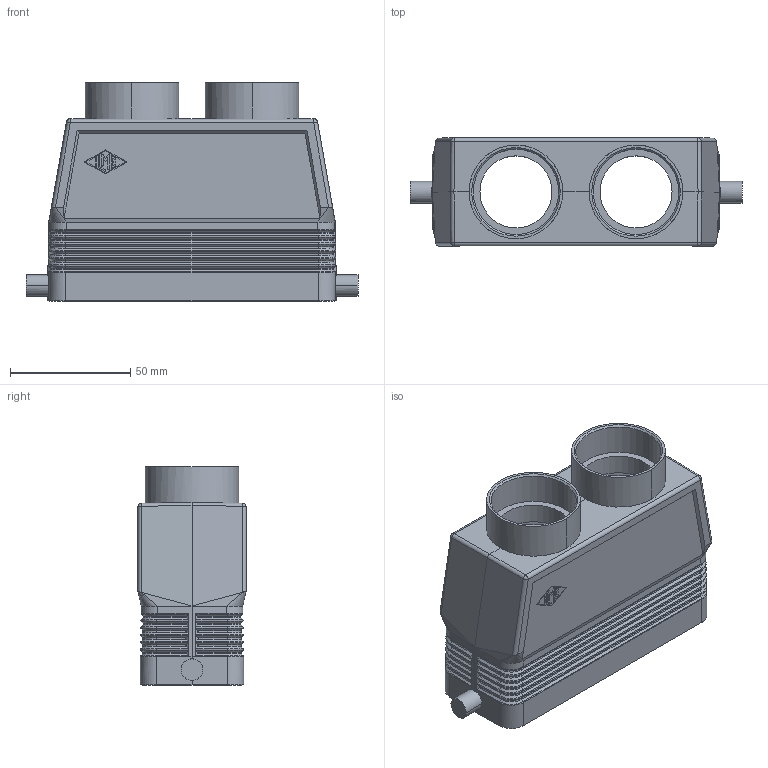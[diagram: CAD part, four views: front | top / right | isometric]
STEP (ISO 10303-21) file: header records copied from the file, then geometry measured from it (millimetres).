
FILE_DESCRIPTION(('Creo Elements/Direct Modeling STEP Export'),'2;1');
FILE_NAME('0ln7tug55ans9n55628','2020-10-21T15:49:14',(''),(''),'Creo Elements/Direct Modeling STEP processor for AP214 (Solid Model)','Creo Elements/Direct Modeling 20.1B 02-Apr-2019 (C) Parametric Technology GmbH','');
FILE_SCHEMA(('AUTOMOTIVE_DESIGN { 1 0 10303 214 1 1 1 1 }'));
Length unit declared in the file: millimetre
Products named in the file (2): CAV_24_L229
Assembly tree (1 placements, depth 2):
  CAV_24_L229
    CAV_24_L229
Bounding box: 138.2 x 45 x 91 mm (x, y, z)
Volume: 115458 mm3; surface area: 60499.4 mm2
Topology: 1 solids, 1 shells, 491 faces, 1223 edges, 736 vertices
Faces by surface type: plane 215, cylinder 136, cone 60, torus 48, bspline 28, sphere 4
Entity records: 18473 total; most frequent: CARTESIAN_POINT 7034, ORIENTED_EDGE 2426, DIRECTION 2236, EDGE_CURVE 1213, AXIS2_PLACEMENT_3D 808, VERTEX_POINT 736, VECTOR 620, LINE 620
